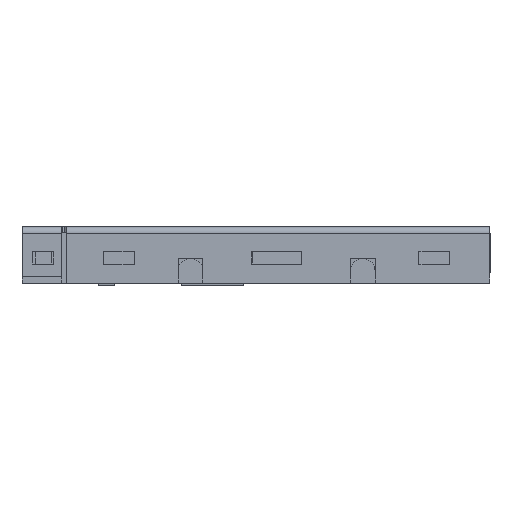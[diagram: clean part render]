
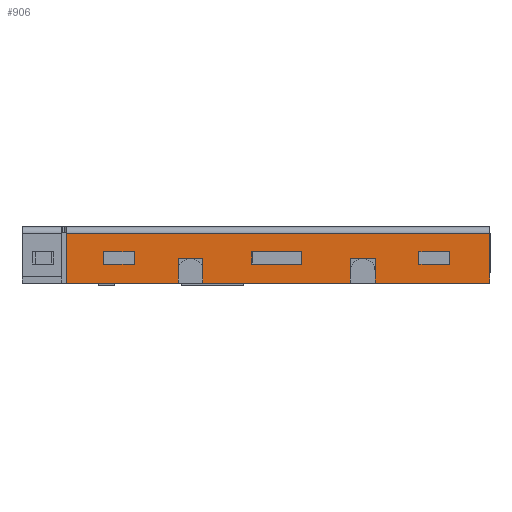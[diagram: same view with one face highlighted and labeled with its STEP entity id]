
A CAD part, left-side view. The second image highlights one B-rep face of the part: STEP entity #906.
In plain terms, the highlighted planar face has unit normal (-1, 0, 0).
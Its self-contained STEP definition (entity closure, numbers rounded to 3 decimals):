
#906=ADVANCED_FACE('',(#2618,#2619,#2620,#2621),#2622,.T.);
#2618=FACE_OUTER_BOUND('',#6802,.T.);
#2619=FACE_BOUND('',#6803,.T.);
#2620=FACE_BOUND('',#6804,.T.);
#2621=FACE_BOUND('',#6805,.T.);
#2622=PLANE('',#6806);
#6802=EDGE_LOOP('',(#13443,#13444,#13445,#13446,#13447,#13448,#13449,#13450,#13451,#13452,#13453,#13454));
#6803=EDGE_LOOP('',(#13455,#13456,#13457,#13458));
#6804=EDGE_LOOP('',(#13459,#13460,#13461,#13462));
#6805=EDGE_LOOP('',(#13463,#13464,#13465,#13466));
#6806=AXIS2_PLACEMENT_3D('',#13467,#13468,#13469);
#13443=ORIENTED_EDGE('',*,*,#17149,.T.);
#13444=ORIENTED_EDGE('',*,*,#17176,.T.);
#13445=ORIENTED_EDGE('',*,*,#17178,.T.);
#13446=ORIENTED_EDGE('',*,*,#17179,.T.);
#13447=ORIENTED_EDGE('',*,*,#17180,.T.);
#13448=ORIENTED_EDGE('',*,*,#17181,.T.);
#13449=ORIENTED_EDGE('',*,*,#17182,.T.);
#13450=ORIENTED_EDGE('',*,*,#17183,.T.);
#13451=ORIENTED_EDGE('',*,*,#17184,.T.);
#13452=ORIENTED_EDGE('',*,*,#17185,.T.);
#13453=ORIENTED_EDGE('',*,*,#17186,.T.);
#13454=ORIENTED_EDGE('',*,*,#17187,.T.);
#13455=ORIENTED_EDGE('',*,*,#17188,.F.);
#13456=ORIENTED_EDGE('',*,*,#17189,.F.);
#13457=ORIENTED_EDGE('',*,*,#17190,.F.);
#13458=ORIENTED_EDGE('',*,*,#17191,.F.);
#13459=ORIENTED_EDGE('',*,*,#17192,.F.);
#13460=ORIENTED_EDGE('',*,*,#17193,.F.);
#13461=ORIENTED_EDGE('',*,*,#17194,.F.);
#13462=ORIENTED_EDGE('',*,*,#17195,.F.);
#13463=ORIENTED_EDGE('',*,*,#17196,.F.);
#13464=ORIENTED_EDGE('',*,*,#17197,.F.);
#13465=ORIENTED_EDGE('',*,*,#17198,.F.);
#13466=ORIENTED_EDGE('',*,*,#17199,.F.);
#13467=CARTESIAN_POINT('',(-9.1,0.225,1.63));
#13468=DIRECTION('',(-1.0,0.0,0.));
#13469=DIRECTION('',(0.,-0.0,-1.0));
#17149=EDGE_CURVE('',#21162,#21160,#21163,.T.);
#17176=EDGE_CURVE('',#21160,#21212,#21214,.T.);
#17178=EDGE_CURVE('',#21212,#21215,#21217,.T.);
#17179=EDGE_CURVE('',#21215,#21218,#21219,.T.);
#17180=EDGE_CURVE('',#21218,#21220,#21221,.T.);
#17181=EDGE_CURVE('',#21220,#21222,#21223,.T.);
#17182=EDGE_CURVE('',#21222,#21224,#21225,.T.);
#17183=EDGE_CURVE('',#21224,#21226,#21227,.T.);
#17184=EDGE_CURVE('',#21226,#21228,#21229,.T.);
#17185=EDGE_CURVE('',#21228,#21230,#21231,.T.);
#17186=EDGE_CURVE('',#21230,#21232,#21233,.T.);
#17187=EDGE_CURVE('',#21232,#21162,#21234,.T.);
#17188=EDGE_CURVE('',#21235,#21236,#21237,.T.);
#17189=EDGE_CURVE('',#21238,#21235,#21239,.T.);
#17190=EDGE_CURVE('',#21240,#21238,#21241,.T.);
#17191=EDGE_CURVE('',#21236,#21240,#21242,.T.);
#17192=EDGE_CURVE('',#21243,#21244,#21245,.T.);
#17193=EDGE_CURVE('',#21246,#21243,#21247,.T.);
#17194=EDGE_CURVE('',#21248,#21246,#21249,.T.);
#17195=EDGE_CURVE('',#21244,#21248,#21250,.T.);
#17196=EDGE_CURVE('',#21251,#21252,#21253,.T.);
#17197=EDGE_CURVE('',#21254,#21251,#21255,.T.);
#17198=EDGE_CURVE('',#21256,#21254,#21257,.T.);
#17199=EDGE_CURVE('',#21252,#21256,#21258,.T.);
#21160=VERTEX_POINT('',#28082);
#21162=VERTEX_POINT('',#28085);
#21163=LINE('',#28086,#28087);
#21212=VERTEX_POINT('',#28161);
#21214=LINE('',#28164,#28165);
#21215=VERTEX_POINT('',#28166);
#21217=LINE('',#28169,#28170);
#21218=VERTEX_POINT('',#28171);
#21219=LINE('',#28172,#28173);
#21220=VERTEX_POINT('',#28174);
#21221=LINE('',#28175,#28176);
#21222=VERTEX_POINT('',#28177);
#21223=LINE('',#28178,#28179);
#21224=VERTEX_POINT('',#28180);
#21225=LINE('',#28181,#28182);
#21226=VERTEX_POINT('',#28183);
#21227=LINE('',#28184,#28185);
#21228=VERTEX_POINT('',#28186);
#21229=LINE('',#28187,#28188);
#21230=VERTEX_POINT('',#28189);
#21231=LINE('',#28190,#28191);
#21232=VERTEX_POINT('',#28192);
#21233=LINE('',#28193,#28194);
#21234=LINE('',#28195,#28196);
#21235=VERTEX_POINT('',#28197);
#21236=VERTEX_POINT('',#28198);
#21237=LINE('',#28199,#28200);
#21238=VERTEX_POINT('',#28201);
#21239=LINE('',#28202,#28203);
#21240=VERTEX_POINT('',#28204);
#21241=LINE('',#28205,#28206);
#21242=LINE('',#28207,#28208);
#21243=VERTEX_POINT('',#28209);
#21244=VERTEX_POINT('',#28210);
#21245=LINE('',#28211,#28212);
#21246=VERTEX_POINT('',#28213);
#21247=LINE('',#28214,#28215);
#21248=VERTEX_POINT('',#28216);
#21249=LINE('',#28217,#28218);
#21250=LINE('',#28219,#28220);
#21251=VERTEX_POINT('',#28221);
#21252=VERTEX_POINT('',#28222);
#21253=LINE('',#28223,#28224);
#21254=VERTEX_POINT('',#28225);
#21255=LINE('',#28226,#28227);
#21256=VERTEX_POINT('',#28228);
#21257=LINE('',#28229,#28230);
#21258=LINE('',#28231,#28232);
#28082=CARTESIAN_POINT('',(-9.1,-2.355,0.0));
#28085=CARTESIAN_POINT('',(-9.1,2.445,0.0));
#28086=CARTESIAN_POINT('',(-9.1,6.875,0.0));
#28087=VECTOR('',#31845,1000.0);
#28161=CARTESIAN_POINT('',(-9.1,-2.355,0.8));
#28164=CARTESIAN_POINT('',(-9.1,-2.355,0.0));
#28165=VECTOR('',#31872,1000.0);
#28166=CARTESIAN_POINT('',(-9.1,-3.155,0.8));
#28169=CARTESIAN_POINT('',(-9.1,-2.355,0.8));
#28170=VECTOR('',#31874,1000.0);
#28171=CARTESIAN_POINT('',(-9.1,-3.155,0.0));
#28172=CARTESIAN_POINT('',(-9.1,-3.155,0.8));
#28173=VECTOR('',#31875,1000.0);
#28174=CARTESIAN_POINT('',(-9.1,-6.875,0.0));
#28175=CARTESIAN_POINT('',(-9.1,6.875,0.0));
#28176=VECTOR('',#31876,1000.0);
#28177=CARTESIAN_POINT('',(-9.1,-6.875,1.62));
#28178=CARTESIAN_POINT('',(-9.1,-6.875,1.68));
#28179=VECTOR('',#31877,1000.0);
#28180=CARTESIAN_POINT('',(-9.1,6.875,1.62));
#28181=CARTESIAN_POINT('',(-9.1,-6.875,1.62));
#28182=VECTOR('',#31878,1000.0);
#28183=CARTESIAN_POINT('',(-9.1,6.875,0.0));
#28184=CARTESIAN_POINT('',(-9.1,6.875,1.68));
#28185=VECTOR('',#31879,1000.0);
#28186=CARTESIAN_POINT('',(-9.1,3.245,0.0));
#28187=CARTESIAN_POINT('',(-9.1,6.875,0.0));
#28188=VECTOR('',#31880,1000.0);
#28189=CARTESIAN_POINT('',(-9.1,3.245,0.8));
#28190=CARTESIAN_POINT('',(-9.1,3.245,0.0));
#28191=VECTOR('',#31881,1000.0);
#28192=CARTESIAN_POINT('',(-9.1,2.445,0.8));
#28193=CARTESIAN_POINT('',(-9.1,3.245,0.8));
#28194=VECTOR('',#31882,1000.0);
#28195=CARTESIAN_POINT('',(-9.1,2.445,0.8));
#28196=VECTOR('',#31883,1000.0);
#28197=CARTESIAN_POINT('',(-9.1,-4.575,1.02));
#28198=CARTESIAN_POINT('',(-9.1,-4.575,0.62));
#28199=CARTESIAN_POINT('',(-9.1,-4.575,1.02));
#28200=VECTOR('',#31884,1000.0);
#28201=CARTESIAN_POINT('',(-9.1,-5.575,1.02));
#28202=CARTESIAN_POINT('',(-9.1,-5.575,1.02));
#28203=VECTOR('',#31885,1000.0);
#28204=CARTESIAN_POINT('',(-9.1,-5.575,0.62));
#28205=CARTESIAN_POINT('',(-9.1,-5.575,0.62));
#28206=VECTOR('',#31886,1000.0);
#28207=CARTESIAN_POINT('',(-9.1,-4.575,0.62));
#28208=VECTOR('',#31887,1000.0);
#28209=CARTESIAN_POINT('',(-9.1,5.675,1.02));
#28210=CARTESIAN_POINT('',(-9.1,5.675,0.62));
#28211=CARTESIAN_POINT('',(-9.1,5.675,1.02));
#28212=VECTOR('',#31888,1000.0);
#28213=CARTESIAN_POINT('',(-9.1,4.675,1.02));
#28214=CARTESIAN_POINT('',(-9.1,4.675,1.02));
#28215=VECTOR('',#31889,1000.0);
#28216=CARTESIAN_POINT('',(-9.1,4.675,0.62));
#28217=CARTESIAN_POINT('',(-9.1,4.675,0.62));
#28218=VECTOR('',#31890,1000.0);
#28219=CARTESIAN_POINT('',(-9.1,5.675,0.62));
#28220=VECTOR('',#31891,1000.0);
#28221=CARTESIAN_POINT('',(-9.1,0.845,1.02));
#28222=CARTESIAN_POINT('',(-9.1,0.845,0.62));
#28223=CARTESIAN_POINT('',(-9.1,0.845,1.02));
#28224=VECTOR('',#31892,1000.0);
#28225=CARTESIAN_POINT('',(-9.1,-0.755,1.02));
#28226=CARTESIAN_POINT('',(-9.1,-0.755,1.02));
#28227=VECTOR('',#31893,1000.0);
#28228=CARTESIAN_POINT('',(-9.1,-0.755,0.62));
#28229=CARTESIAN_POINT('',(-9.1,-0.755,0.62));
#28230=VECTOR('',#31894,1000.0);
#28231=CARTESIAN_POINT('',(-9.1,0.845,0.62));
#28232=VECTOR('',#31895,1000.0);
#31845=DIRECTION('',(0.0,-1.0,0.0));
#31872=DIRECTION('',(0.,0.0,1.0));
#31874=DIRECTION('',(0.,-1.0,0.));
#31875=DIRECTION('',(0.,-0.0,-1.0));
#31876=DIRECTION('',(0.0,-1.0,0.0));
#31877=DIRECTION('',(0.,0.0,1.0));
#31878=DIRECTION('',(0.0,1.0,0.0));
#31879=DIRECTION('',(0.,-0.0,-1.0));
#31880=DIRECTION('',(0.0,-1.0,0.0));
#31881=DIRECTION('',(0.,0.0,1.0));
#31882=DIRECTION('',(0.,-1.0,0.));
#31883=DIRECTION('',(0.,-0.0,-1.0));
#31884=DIRECTION('',(0.,-0.0,-1.0));
#31885=DIRECTION('',(0.,1.0,0.));
#31886=DIRECTION('',(0.,0.0,1.0));
#31887=DIRECTION('',(0.0,-1.0,0.0));
#31888=DIRECTION('',(0.,-0.0,-1.0));
#31889=DIRECTION('',(0.,1.0,0.));
#31890=DIRECTION('',(0.,0.0,1.0));
#31891=DIRECTION('',(0.0,-1.0,0.0));
#31892=DIRECTION('',(0.,-0.0,-1.0));
#31893=DIRECTION('',(0.0,1.0,0.0));
#31894=DIRECTION('',(0.,0.0,1.0));
#31895=DIRECTION('',(0.0,-1.0,0.0));
